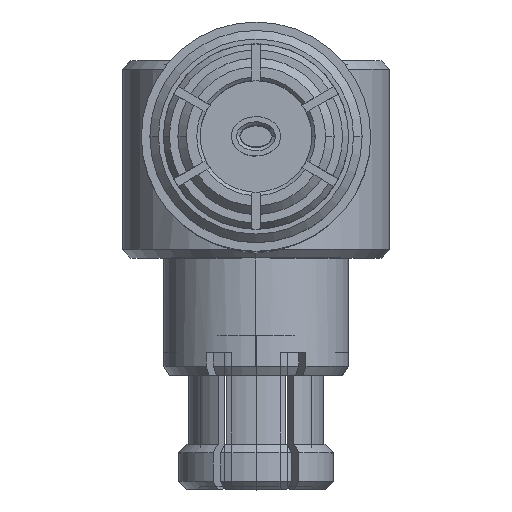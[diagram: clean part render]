
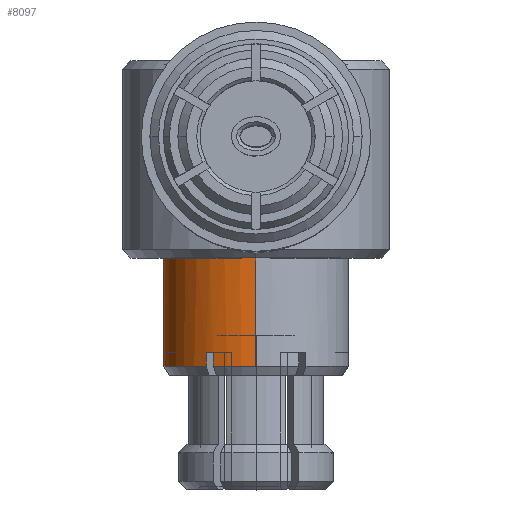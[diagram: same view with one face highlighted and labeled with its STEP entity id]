
A CAD part, top view. The second image highlights one B-rep face of the part: STEP entity #8097.
In plain terms, the highlighted cylindrical face has radius 1.371 mm (diameter 2.742 mm), a partial arc.
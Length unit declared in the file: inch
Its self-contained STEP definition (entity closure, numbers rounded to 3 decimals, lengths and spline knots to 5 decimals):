
#27 = DIRECTION ( 'NONE',  ( -1., 0., 0. ) ) ;
#143 = VECTOR ( 'NONE', #2231, 39.37008 ) ;
#149 = CARTESIAN_POINT ( 'NONE',  ( 0.673, 0., 0.05397 ) ) ;
#203 = DIRECTION ( 'NONE',  ( -1., 0., 0. ) ) ;
#235 = EDGE_CURVE ( 'NONE', #4539, #9353, #1712, .T. ) ;
#412 = DIRECTION ( 'NONE',  ( -1., 0., 0. ) ) ;
#433 = ORIENTED_EDGE ( 'NONE', *, *, #1830, .T. ) ;
#455 = CIRCLE ( 'NONE', #4675, 0.05397 ) ;
#503 = VERTEX_POINT ( 'NONE', #8654 ) ;
#589 = LINE ( 'NONE', #7148, #143 ) ;
#605 = DIRECTION ( 'NONE',  ( -1., 0., 0. ) ) ;
#643 = CARTESIAN_POINT ( 'NONE',  ( 0.728, 0., 0. ) ) ;
#662 = CARTESIAN_POINT ( 'NONE',  ( -0.022, 0.02912, -0.04544 ) ) ;
#758 = VERTEX_POINT ( 'NONE', #149 ) ;
#834 = ORIENTED_EDGE ( 'NONE', *, *, #1139, .T. ) ;
#838 = AXIS2_PLACEMENT_3D ( 'NONE', #5282, #10135, #8549 ) ;
#996 = CYLINDRICAL_SURFACE ( 'NONE', #9413, 0.05397 ) ;
#1106 = AXIS2_PLACEMENT_3D ( 'NONE', #643, #5349, #5510 ) ;
#1139 = EDGE_CURVE ( 'NONE', #8127, #4048, #3262, .T. ) ;
#1401 = LINE ( 'NONE', #662, #6918 ) ;
#1419 = DIRECTION ( 'NONE',  ( 0., 0., 1. ) ) ;
#1514 = CIRCLE ( 'NONE', #838, 0.05397 ) ;
#1581 = VECTOR ( 'NONE', #412, 39.37008 ) ;
#1617 = EDGE_CURVE ( 'NONE', #4642, #7797, #2406, .T. ) ;
#1712 = LINE ( 'NONE', #8156, #1879 ) ;
#1725 = CARTESIAN_POINT ( 'NONE',  ( -0.022, 0., -0.05397 ) ) ;
#1736 = CARTESIAN_POINT ( 'NONE',  ( 0.728, 0.02479, -0.04794 ) ) ;
#1830 = EDGE_CURVE ( 'NONE', #1920, #6794, #7633, .T. ) ;
#1879 = VECTOR ( 'NONE', #4142, 39.37008 ) ;
#1920 = VERTEX_POINT ( 'NONE', #3696 ) ;
#1995 = CARTESIAN_POINT ( 'NONE',  ( 0.73605, 0., 0. ) ) ;
#2021 = DIRECTION ( 'NONE',  ( 0., 0., 1. ) ) ;
#2034 = DIRECTION ( 'NONE',  ( 0., 0., 1. ) ) ;
#2060 = EDGE_CURVE ( 'NONE', #7797, #758, #9837, .T. ) ;
#2231 = DIRECTION ( 'NONE',  ( -1., 0., 0. ) ) ;
#2406 = LINE ( 'NONE', #1725, #8152 ) ;
#2487 = AXIS2_PLACEMENT_3D ( 'NONE', #6227, #7079, #9397 ) ;
#2570 = DIRECTION ( 'NONE',  ( 1., 0., 0. ) ) ;
#2571 = CARTESIAN_POINT ( 'NONE',  ( 0.673, 0., -0.05397 ) ) ;
#2610 = CARTESIAN_POINT ( 'NONE',  ( 0.673, 0., 0. ) ) ;
#2640 = EDGE_CURVE ( 'NONE', #3837, #7408, #9452, .T. ) ;
#2746 = ORIENTED_EDGE ( 'NONE', *, *, #6816, .T. ) ;
#2779 = CARTESIAN_POINT ( 'NONE',  ( 0.728, 0.02479, -0.04794 ) ) ;
#2789 = CARTESIAN_POINT ( 'NONE',  ( 0.73605, 0., 0. ) ) ;
#2821 = CARTESIAN_POINT ( 'NONE',  ( 0.728, 0., 0. ) ) ;
#2869 = VERTEX_POINT ( 'NONE', #5887 ) ;
#2947 = DIRECTION ( 'NONE',  ( -1., 0., 0. ) ) ;
#3233 = ORIENTED_EDGE ( 'NONE', *, *, #8009, .F. ) ;
#3253 = VECTOR ( 'NONE', #2570, 39.37008 ) ;
#3262 = LINE ( 'NONE', #1736, #3253 ) ;
#3460 = AXIS2_PLACEMENT_3D ( 'NONE', #2821, #9424, #2034 ) ;
#3664 = EDGE_CURVE ( 'NONE', #7408, #8801, #6670, .T. ) ;
#3696 = CARTESIAN_POINT ( 'NONE',  ( 0.73605, 0., 0.05397 ) ) ;
#3809 = CARTESIAN_POINT ( 'NONE',  ( 0.73605, 0.02479, -0.04794 ) ) ;
#3837 = VERTEX_POINT ( 'NONE', #8857 ) ;
#3912 = EDGE_LOOP ( 'NONE', ( #8902, #5387, #9181, #3233, #433, #6969, #8010, #9529, #7578, #6318, #8578, #2746, #8120, #7977, #7045, #834 ) ) ;
#4002 = CIRCLE ( 'NONE', #1106, 0.05397 ) ;
#4048 = VERTEX_POINT ( 'NONE', #3809 ) ;
#4142 = DIRECTION ( 'NONE',  ( 1., 0., 0. ) ) ;
#4214 = CARTESIAN_POINT ( 'NONE',  ( 0.73605, 0.02912, 0.04544 ) ) ;
#4373 = CARTESIAN_POINT ( 'NONE',  ( -0.022, 0., 0. ) ) ;
#4447 = EDGE_CURVE ( 'NONE', #503, #8127, #4002, .T. ) ;
#4539 = VERTEX_POINT ( 'NONE', #6408 ) ;
#4642 = VERTEX_POINT ( 'NONE', #6804 ) ;
#4675 = AXIS2_PLACEMENT_3D ( 'NONE', #1995, #203, #5224 ) ;
#4775 = EDGE_CURVE ( 'NONE', #4048, #4642, #9060, .T. ) ;
#5146 = EDGE_CURVE ( 'NONE', #9353, #3837, #455, .T. ) ;
#5169 = EDGE_CURVE ( 'NONE', #6794, #2869, #6004, .T. ) ;
#5224 = DIRECTION ( 'NONE',  ( 0., 0., 1. ) ) ;
#5238 = CARTESIAN_POINT ( 'NONE',  ( 0.73605, 0.02479, 0.04794 ) ) ;
#5282 = CARTESIAN_POINT ( 'NONE',  ( 0.728, 0., 0. ) ) ;
#5349 = DIRECTION ( 'NONE',  ( -1., 0., 0. ) ) ;
#5387 = ORIENTED_EDGE ( 'NONE', *, *, #1617, .T. ) ;
#5446 = CARTESIAN_POINT ( 'NONE',  ( 0.728, 0.05391, 0.0025 ) ) ;
#5478 = VERTEX_POINT ( 'NONE', #8123 ) ;
#5510 = DIRECTION ( 'NONE',  ( 0., 0., 1. ) ) ;
#5670 = CARTESIAN_POINT ( 'NONE',  ( 0.728, 0.05391, -0.0025 ) ) ;
#5854 = CARTESIAN_POINT ( 'NONE',  ( 0.728, 0.05391, 0.0025 ) ) ;
#5858 = AXIS2_PLACEMENT_3D ( 'NONE', #5977, #8415, #2021 ) ;
#5887 = CARTESIAN_POINT ( 'NONE',  ( 0.728, 0.02479, 0.04794 ) ) ;
#5908 = DIRECTION ( 'NONE',  ( -1., 0., 0. ) ) ;
#5977 = CARTESIAN_POINT ( 'NONE',  ( 0.73605, 0., 0. ) ) ;
#6004 = LINE ( 'NONE', #9178, #9576 ) ;
#6227 = CARTESIAN_POINT ( 'NONE',  ( 0.73605, 0., 0. ) ) ;
#6318 = ORIENTED_EDGE ( 'NONE', *, *, #2640, .T. ) ;
#6408 = CARTESIAN_POINT ( 'NONE',  ( 0.728, 0.02912, 0.04544 ) ) ;
#6435 = EDGE_CURVE ( 'NONE', #9988, #5478, #10061, .T. ) ;
#6670 = CIRCLE ( 'NONE', #3460, 0.05397 ) ;
#6794 = VERTEX_POINT ( 'NONE', #5238 ) ;
#6804 = CARTESIAN_POINT ( 'NONE',  ( 0.73605, 0., -0.05397 ) ) ;
#6816 = EDGE_CURVE ( 'NONE', #8801, #9988, #10090, .T. ) ;
#6918 = VECTOR ( 'NONE', #605, 39.37008 ) ;
#6969 = ORIENTED_EDGE ( 'NONE', *, *, #5169, .T. ) ;
#7045 = ORIENTED_EDGE ( 'NONE', *, *, #4447, .T. ) ;
#7079 = DIRECTION ( 'NONE',  ( -1., 0., 0. ) ) ;
#7148 = CARTESIAN_POINT ( 'NONE',  ( -0.022, 0., 0.05397 ) ) ;
#7408 = VERTEX_POINT ( 'NONE', #5854 ) ;
#7544 = DIRECTION ( 'NONE',  ( -1., 0., 0. ) ) ;
#7578 = ORIENTED_EDGE ( 'NONE', *, *, #5146, .T. ) ;
#7590 = DIRECTION ( 'NONE',  ( 0., 0., 1. ) ) ;
#7633 = CIRCLE ( 'NONE', #7806, 0.05397 ) ;
#7797 = VERTEX_POINT ( 'NONE', #2571 ) ;
#7806 = AXIS2_PLACEMENT_3D ( 'NONE', #2789, #2947, #1419 ) ;
#7977 = ORIENTED_EDGE ( 'NONE', *, *, #9750, .T. ) ;
#8009 = EDGE_CURVE ( 'NONE', #1920, #758, #589, .T. ) ;
#8010 = ORIENTED_EDGE ( 'NONE', *, *, #8629, .T. ) ;
#8097 = ADVANCED_FACE ( 'NONE', ( #8384 ), #996, .T. ) ;
#8120 = ORIENTED_EDGE ( 'NONE', *, *, #6435, .T. ) ;
#8123 = CARTESIAN_POINT ( 'NONE',  ( 0.73605, 0.02912, -0.04544 ) ) ;
#8127 = VERTEX_POINT ( 'NONE', #2779 ) ;
#8152 = VECTOR ( 'NONE', #27, 39.37008 ) ;
#8156 = CARTESIAN_POINT ( 'NONE',  ( 0.728, 0.02912, 0.04544 ) ) ;
#8167 = AXIS2_PLACEMENT_3D ( 'NONE', #2610, #8216, #10446 ) ;
#8216 = DIRECTION ( 'NONE',  ( 1., 0., 0. ) ) ;
#8227 = VECTOR ( 'NONE', #9983, 39.37008 ) ;
#8384 = FACE_OUTER_BOUND ( 'NONE', #3912, .T. ) ;
#8415 = DIRECTION ( 'NONE',  ( -1., 0., 0. ) ) ;
#8549 = DIRECTION ( 'NONE',  ( 0., 0., 1. ) ) ;
#8578 = ORIENTED_EDGE ( 'NONE', *, *, #3664, .T. ) ;
#8629 = EDGE_CURVE ( 'NONE', #2869, #4539, #1514, .T. ) ;
#8654 = CARTESIAN_POINT ( 'NONE',  ( 0.728, 0.02912, -0.04544 ) ) ;
#8801 = VERTEX_POINT ( 'NONE', #5670 ) ;
#8857 = CARTESIAN_POINT ( 'NONE',  ( 0.73605, 0.05391, 0.0025 ) ) ;
#8902 = ORIENTED_EDGE ( 'NONE', *, *, #4775, .T. ) ;
#9060 = CIRCLE ( 'NONE', #2487, 0.05397 ) ;
#9141 = CARTESIAN_POINT ( 'NONE',  ( 0.728, 0.05391, -0.0025 ) ) ;
#9158 = CARTESIAN_POINT ( 'NONE',  ( 0.73605, 0.05391, -0.0025 ) ) ;
#9178 = CARTESIAN_POINT ( 'NONE',  ( 0.728, 0.02479, 0.04794 ) ) ;
#9181 = ORIENTED_EDGE ( 'NONE', *, *, #2060, .T. ) ;
#9353 = VERTEX_POINT ( 'NONE', #4214 ) ;
#9397 = DIRECTION ( 'NONE',  ( 0., 0., 1. ) ) ;
#9413 = AXIS2_PLACEMENT_3D ( 'NONE', #4373, #5908, #7590 ) ;
#9424 = DIRECTION ( 'NONE',  ( -1., 0., 0. ) ) ;
#9452 = LINE ( 'NONE', #5446, #1581 ) ;
#9529 = ORIENTED_EDGE ( 'NONE', *, *, #235, .T. ) ;
#9576 = VECTOR ( 'NONE', #7544, 39.37008 ) ;
#9750 = EDGE_CURVE ( 'NONE', #5478, #503, #1401, .T. ) ;
#9837 = CIRCLE ( 'NONE', #8167, 0.05397 ) ;
#9983 = DIRECTION ( 'NONE',  ( 1., 0., 0. ) ) ;
#9988 = VERTEX_POINT ( 'NONE', #9158 ) ;
#10061 = CIRCLE ( 'NONE', #5858, 0.05397 ) ;
#10090 = LINE ( 'NONE', #9141, #8227 ) ;
#10135 = DIRECTION ( 'NONE',  ( -1., 0., 0. ) ) ;
#10446 = DIRECTION ( 'NONE',  ( 0., 0., 1. ) ) ;
